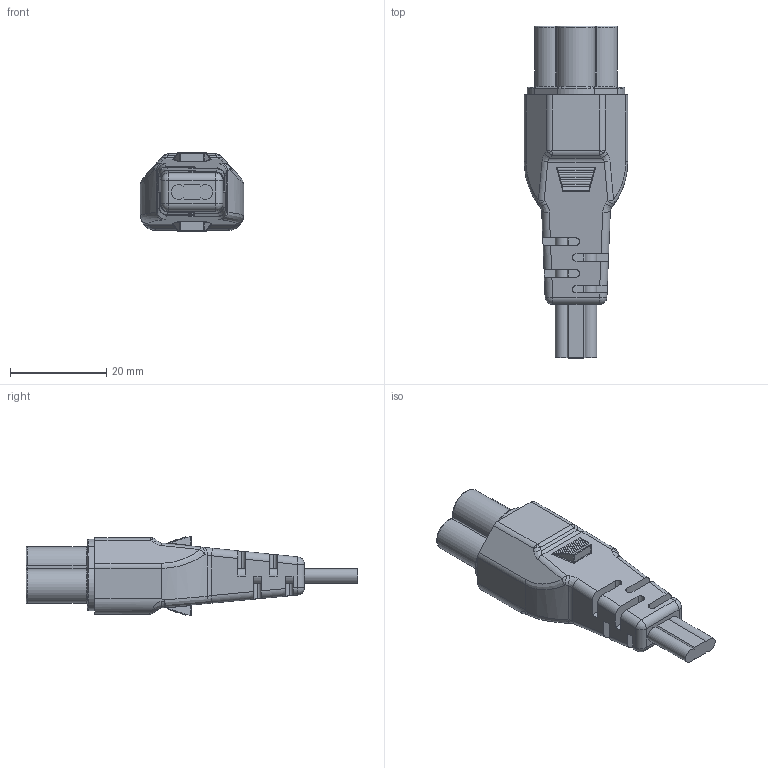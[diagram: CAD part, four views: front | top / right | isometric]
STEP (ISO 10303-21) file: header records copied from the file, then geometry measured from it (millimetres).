
FILE_DESCRIPTION (( 'STEP AP214' ), '1' );
FILE_NAME ('IEC 320 C-5.STEP', '2016-06-13T18:57:41', ( 'OFFICE-DESKTOP' ), ( '' ), 'SwSTEP 2.0', 'SolidWorks 2016', '' );
FILE_SCHEMA (( 'AUTOMOTIVE_DESIGN' ));
Length unit declared in the file: inch
Products named in the file (1): IEC 320 C-5
Bounding box: 21.46 x 68.91 x 16.42 mm (x, y, z)
Volume: 10603.9 mm3; surface area: 4639.6 mm2
Topology: 1 solids, 1 shells, 261 faces, 674 edges, 415 vertices
Faces by surface type: cylinder 111, plane 97, bspline 28, torus 13, sphere 12
Full cylindrical faces by diameter (mm): 2.896 x2, 3.708 x1
Entity records: 8098 total; most frequent: CARTESIAN_POINT 2138, ORIENTED_EDGE 1320, DIRECTION 1155, EDGE_CURVE 660, VERTEX_POINT 412, AXIS2_PLACEMENT_3D 397, LINE 361, VECTOR 361
